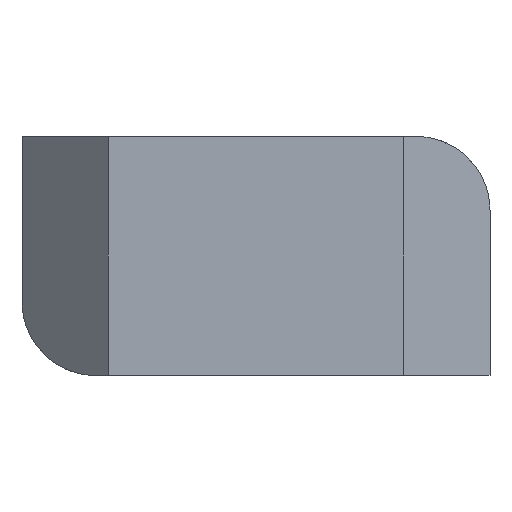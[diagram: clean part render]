
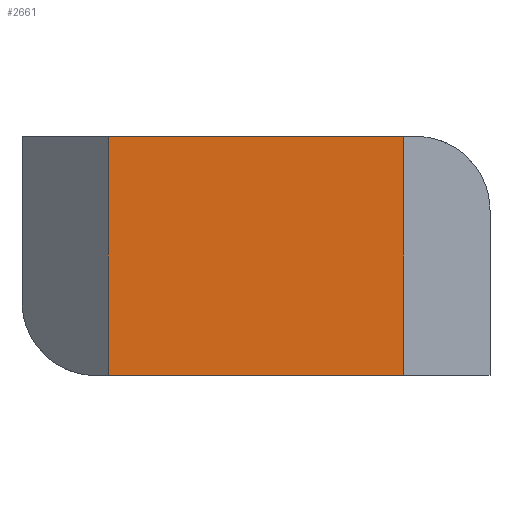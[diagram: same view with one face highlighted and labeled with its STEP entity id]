
A CAD part, front view. The second image highlights one B-rep face of the part: STEP entity #2661.
In plain terms, the highlighted planar face has unit normal (0, -1, 0).
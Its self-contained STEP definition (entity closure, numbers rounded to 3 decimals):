
#113 = VECTOR ( 'NONE', #447, 1000. ) ;
#114 = VECTOR ( 'NONE', #449, 1000. ) ;
#115 = VECTOR ( 'NONE', #451, 1000. ) ;
#446 = CARTESIAN_POINT ( 'NONE',  ( -6., 0., -4.85 ) ) ;
#447 = DIRECTION ( 'NONE',  ( 1., 0., 0. ) ) ;
#448 = CARTESIAN_POINT ( 'NONE',  ( 6., 0., 4.85 ) ) ;
#449 = DIRECTION ( 'NONE',  ( 0., 0., -1. ) ) ;
#450 = CARTESIAN_POINT ( 'NONE',  ( -6., 0., 4.85 ) ) ;
#451 = DIRECTION ( 'NONE',  ( 0., 0., -1. ) ) ;
#1346 = EDGE_CURVE ( 'NONE', #2778, #2777, #3053, .T. ) ;
#1398 = EDGE_LOOP ( 'NONE', ( #2014, #2012, #2011, #2027 ) ) ;
#2011 = ORIENTED_EDGE ( 'NONE', *, *, #1346, .F. ) ;
#2012 = ORIENTED_EDGE ( 'NONE', *, *, #2390, .F. ) ;
#2014 = ORIENTED_EDGE ( 'NONE', *, *, #2389, .T. ) ;
#2027 = ORIENTED_EDGE ( 'NONE', *, *, #2391, .T. ) ;
#2389 = EDGE_CURVE ( 'NONE', #2883, #2884, #3311, .T. ) ;
#2390 = EDGE_CURVE ( 'NONE', #2777, #2884, #3312, .T. ) ;
#2391 = EDGE_CURVE ( 'NONE', #2778, #2883, #3313, .T. ) ;
#2661 = ADVANCED_FACE ( 'NONE', ( #3510 ), #4869, .F. ) ;
#2777 = VERTEX_POINT ( 'NONE', #4935 ) ;
#2778 = VERTEX_POINT ( 'NONE', #4936 ) ;
#2883 = VERTEX_POINT ( 'NONE', #5041 ) ;
#2884 = VERTEX_POINT ( 'NONE', #5042 ) ;
#3053 = LINE ( 'NONE', #4142, #5223 ) ;
#3311 = LINE ( 'NONE', #446, #113 ) ;
#3312 = LINE ( 'NONE', #448, #114 ) ;
#3313 = LINE ( 'NONE', #450, #115 ) ;
#3510 = FACE_OUTER_BOUND ( 'NONE', #1398, .T. ) ;
#4142 = CARTESIAN_POINT ( 'NONE',  ( -6., 0., 4.85 ) ) ;
#4143 = DIRECTION ( 'NONE',  ( 1., 0., 0. ) ) ;
#4726 = AXIS2_PLACEMENT_3D ( 'NONE', #4870, #4871, #4872 ) ;
#4869 = PLANE ( 'NONE',  #4726 ) ;
#4870 = CARTESIAN_POINT ( 'NONE',  ( -6., 0., 4.85 ) ) ;
#4871 = DIRECTION ( 'NONE',  ( 0., 1., 0. ) ) ;
#4872 = DIRECTION ( 'NONE',  ( 0., 0., 1. ) ) ;
#4935 = CARTESIAN_POINT ( 'NONE',  ( 6., 0., 4.85 ) ) ;
#4936 = CARTESIAN_POINT ( 'NONE',  ( -6., 0., 4.85 ) ) ;
#5041 = CARTESIAN_POINT ( 'NONE',  ( -6., 0., -4.85 ) ) ;
#5042 = CARTESIAN_POINT ( 'NONE',  ( 6., 0., -4.85 ) ) ;
#5223 = VECTOR ( 'NONE', #4143, 1000. ) ;
